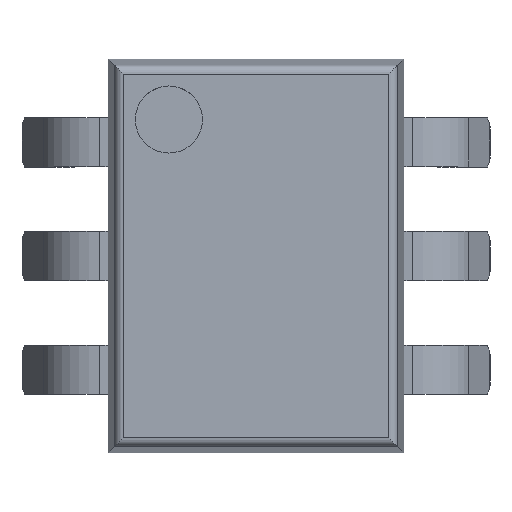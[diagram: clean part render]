
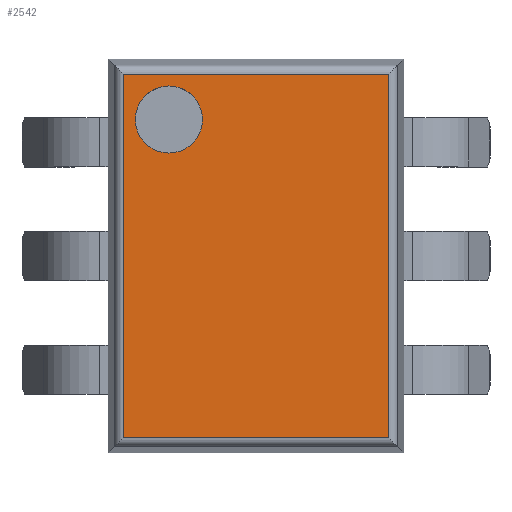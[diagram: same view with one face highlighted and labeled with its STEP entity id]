
A CAD part, top view. The second image highlights one B-rep face of the part: STEP entity #2542.
In plain terms, the highlighted planar face has unit normal (0, 0, 1).
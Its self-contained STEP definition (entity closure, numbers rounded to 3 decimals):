
#28=FACE_BOUND('',#352,.T.);
#29=CIRCLE('',#2723,0.75);
#72=PLANE('',#2722);
#199=FACE_OUTER_BOUND('',#351,.T.);
#351=EDGE_LOOP('',(#1798,#1799,#1800,#1801));
#352=EDGE_LOOP('',(#1802));
#536=LINE('',#3713,#841);
#539=LINE('',#3723,#844);
#541=LINE('',#3729,#846);
#543=LINE('',#3733,#848);
#841=VECTOR('',#2962,10.);
#844=VECTOR('',#2971,10.);
#846=VECTOR('',#2977,10.);
#848=VECTOR('',#2983,10.);
#1144=VERTEX_POINT('',#3711);
#1145=VERTEX_POINT('',#3712);
#1149=VERTEX_POINT('',#3722);
#1151=VERTEX_POINT('',#3728);
#1153=VERTEX_POINT('',#3742);
#1388=EDGE_CURVE('',#1144,#1145,#536,.T.);
#1393=EDGE_CURVE('',#1145,#1149,#539,.T.);
#1396=EDGE_CURVE('',#1149,#1151,#541,.T.);
#1399=EDGE_CURVE('',#1151,#1144,#543,.T.);
#1404=EDGE_CURVE('',#1153,#1153,#29,.T.);
#1798=ORIENTED_EDGE('',*,*,#1388,.F.);
#1799=ORIENTED_EDGE('',*,*,#1399,.F.);
#1800=ORIENTED_EDGE('',*,*,#1396,.F.);
#1801=ORIENTED_EDGE('',*,*,#1393,.F.);
#1802=ORIENTED_EDGE('',*,*,#1404,.T.);
#2542=ADVANCED_FACE('',(#199,#28),#72,.T.);
#2722=AXIS2_PLACEMENT_3D('',#3741,#2992,#2993);
#2723=AXIS2_PLACEMENT_3D('',#3743,#2994,#2995);
#2962=DIRECTION('',(-1.,0.,0.));
#2971=DIRECTION('',(0.,1.,0.));
#2977=DIRECTION('',(1.,0.,0.));
#2983=DIRECTION('',(0.,-1.,0.));
#2992=DIRECTION('center_axis',(0.,0.,1.));
#2993=DIRECTION('ref_axis',(1.,0.,0.));
#2994=DIRECTION('center_axis',(0.,0.,-1.));
#2995=DIRECTION('ref_axis',(-1.,0.,0.));
#3711=CARTESIAN_POINT('',(8.044,-6.604,4.));
#3712=CARTESIAN_POINT('',(2.116,-6.604,4.));
#3713=CARTESIAN_POINT('',(6.73,-6.604,4.));
#3722=CARTESIAN_POINT('',(2.116,1.524,4.));
#3723=CARTESIAN_POINT('',(2.116,-4.74,4.));
#3728=CARTESIAN_POINT('',(8.044,1.524,4.));
#3729=CARTESIAN_POINT('',(3.43,1.524,4.));
#3733=CARTESIAN_POINT('',(8.044,-0.34,4.));
#3741=CARTESIAN_POINT('Origin',(5.08,-2.54,4.));
#3742=CARTESIAN_POINT('',(3.883,0.507,4.));
#3743=CARTESIAN_POINT('Origin',(3.133,0.507,4.));
